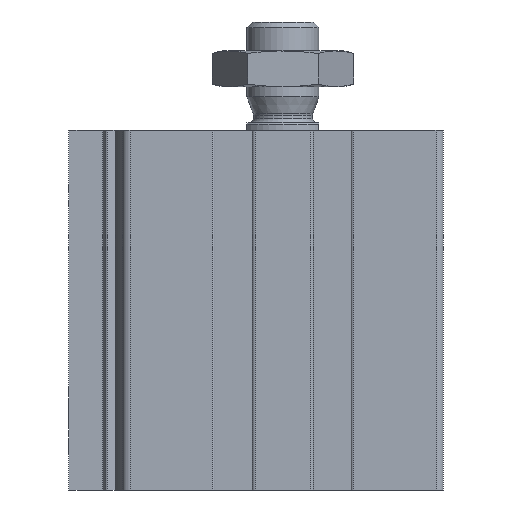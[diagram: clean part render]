
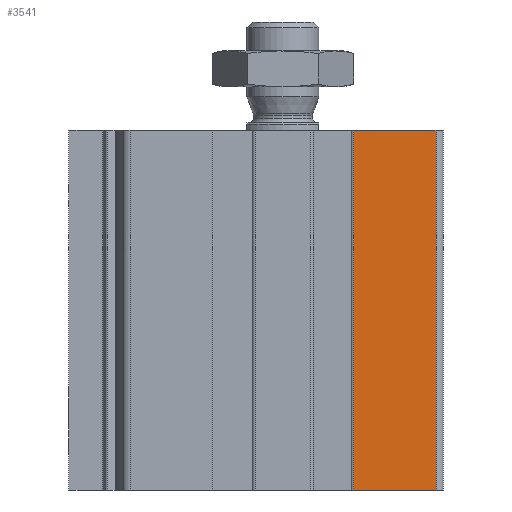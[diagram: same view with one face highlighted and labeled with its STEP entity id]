
A CAD part, left-side view. The second image highlights one B-rep face of the part: STEP entity #3541.
In plain terms, the highlighted planar face has unit normal (-1, 0, 0).
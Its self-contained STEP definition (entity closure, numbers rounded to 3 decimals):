
#71=LINE('',#5421,#347);
#72=LINE('',#5424,#348);
#73=LINE('',#5426,#349);
#74=LINE('',#5428,#350);
#347=VECTOR('',#4265,1000.);
#348=VECTOR('',#4266,1000.);
#349=VECTOR('',#4267,1000.);
#350=VECTOR('',#4268,1000.);
#623=PLANE('',#3807);
#733=ORIENTED_EDGE('',*,*,#1755,.F.);
#734=ORIENTED_EDGE('',*,*,#1756,.F.);
#735=ORIENTED_EDGE('',*,*,#1757,.T.);
#736=ORIENTED_EDGE('',*,*,#1758,.T.);
#1755=EDGE_CURVE('',#2266,#2267,#71,.T.);
#1756=EDGE_CURVE('',#2268,#2266,#72,.T.);
#1757=EDGE_CURVE('',#2268,#2269,#73,.T.);
#1758=EDGE_CURVE('',#2269,#2267,#74,.T.);
#2266=VERTEX_POINT('',#5422);
#2267=VERTEX_POINT('',#5423);
#2268=VERTEX_POINT('',#5425);
#2269=VERTEX_POINT('',#5427);
#2850=EDGE_LOOP('',(#733,#734,#735,#736));
#3148=FACE_BOUND('',#2850,.T.);
#3541=ADVANCED_FACE('',(#3148),#623,.T.);
#3807=AXIS2_PLACEMENT_3D('',#5420,#4263,#4264);
#4263=DIRECTION('',(-1.,0.,0.));
#4264=DIRECTION('',(0.,0.,1.));
#4265=DIRECTION('',(0.,-1.,0.));
#4266=DIRECTION('',(0.,0.,1.));
#4267=DIRECTION('',(0.,-1.,0.));
#4268=DIRECTION('',(0.,0.,1.));
#5420=CARTESIAN_POINT('',(-22.25,-9.85,-50.));
#5421=CARTESIAN_POINT('',(-22.25,-9.85,0.));
#5422=CARTESIAN_POINT('',(-22.25,-9.85,0.));
#5423=CARTESIAN_POINT('',(-22.25,-21.25,0.));
#5424=CARTESIAN_POINT('',(-22.25,-9.85,-50.));
#5425=CARTESIAN_POINT('',(-22.25,-9.85,-50.));
#5426=CARTESIAN_POINT('',(-22.25,-9.85,-50.));
#5427=CARTESIAN_POINT('',(-22.25,-21.25,-50.));
#5428=CARTESIAN_POINT('',(-22.25,-21.25,-50.));
